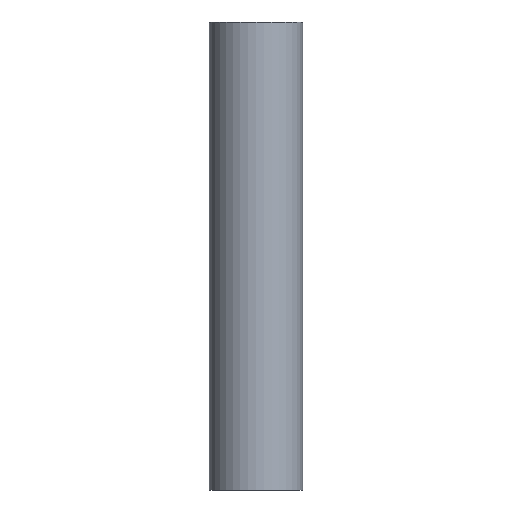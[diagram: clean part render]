
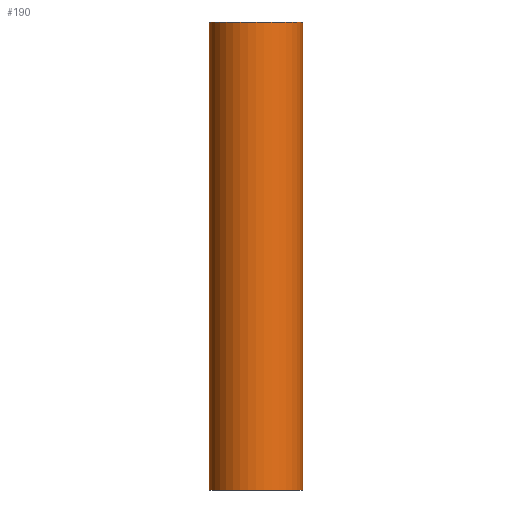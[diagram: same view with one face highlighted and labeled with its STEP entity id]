
A CAD part, front view. The second image highlights one B-rep face of the part: STEP entity #190.
In plain terms, the highlighted cylindrical face has radius 2.5 mm (diameter 5 mm), a partial arc.
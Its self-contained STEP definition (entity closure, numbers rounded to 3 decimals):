
#7 = LINE ( 'NONE', #150, #145 ) ;
#9 = CARTESIAN_POINT ( 'NONE',  ( -2.5, 0., 25. ) ) ;
#10 = DIRECTION ( 'NONE',  ( 0., 0., -1. ) ) ;
#12 = DIRECTION ( 'NONE',  ( 0., 0., -1. ) ) ;
#15 = CYLINDRICAL_SURFACE ( 'NONE', #157, 2.5 ) ;
#18 = CIRCLE ( 'NONE', #31, 2.5 ) ;
#19 = EDGE_CURVE ( 'NONE', #51, #243, #7, .T. ) ;
#26 = CARTESIAN_POINT ( 'NONE',  ( -2.5, 0., 0. ) ) ;
#28 = ORIENTED_EDGE ( 'NONE', *, *, #249, .T. ) ;
#30 = DIRECTION ( 'NONE',  ( 1., 0., 0. ) ) ;
#31 = AXIS2_PLACEMENT_3D ( 'NONE', #163, #246, #151 ) ;
#36 = VECTOR ( 'NONE', #12, 1000. ) ;
#42 = CARTESIAN_POINT ( 'NONE',  ( 0., 0., 0. ) ) ;
#49 = ORIENTED_EDGE ( 'NONE', *, *, #19, .F. ) ;
#51 = VERTEX_POINT ( 'NONE', #160 ) ;
#53 = AXIS2_PLACEMENT_3D ( 'NONE', #42, #166, #30 ) ;
#77 = EDGE_CURVE ( 'NONE', #84, #243, #207, .T. ) ;
#84 = VERTEX_POINT ( 'NONE', #26 ) ;
#95 = CARTESIAN_POINT ( 'NONE',  ( 0., 0., 25. ) ) ;
#112 = LINE ( 'NONE', #188, #36 ) ;
#130 = CARTESIAN_POINT ( 'NONE',  ( 2.5, 0., 0. ) ) ;
#145 = VECTOR ( 'NONE', #10, 1000. ) ;
#150 = CARTESIAN_POINT ( 'NONE',  ( 2.5, 0., 25. ) ) ;
#151 = DIRECTION ( 'NONE',  ( 1., 0., 0. ) ) ;
#157 = AXIS2_PLACEMENT_3D ( 'NONE', #95, #170, #232 ) ;
#160 = CARTESIAN_POINT ( 'NONE',  ( 2.5, 0., 25. ) ) ;
#163 = CARTESIAN_POINT ( 'NONE',  ( 0., 0., 25. ) ) ;
#166 = DIRECTION ( 'NONE',  ( 0., 0., 1. ) ) ;
#170 = DIRECTION ( 'NONE',  ( 0., 0., -1. ) ) ;
#181 = ORIENTED_EDGE ( 'NONE', *, *, #77, .T. ) ;
#184 = EDGE_LOOP ( 'NONE', ( #49, #227, #28, #181 ) ) ;
#188 = CARTESIAN_POINT ( 'NONE',  ( -2.5, 0., 25. ) ) ;
#190 = ADVANCED_FACE ( 'NONE', ( #212 ), #15, .T. ) ;
#198 = VERTEX_POINT ( 'NONE', #9 ) ;
#207 = CIRCLE ( 'NONE', #53, 2.5 ) ;
#212 = FACE_OUTER_BOUND ( 'NONE', #184, .T. ) ;
#215 = EDGE_CURVE ( 'NONE', #198, #51, #18, .T. ) ;
#227 = ORIENTED_EDGE ( 'NONE', *, *, #215, .F. ) ;
#232 = DIRECTION ( 'NONE',  ( -1., 0., 0. ) ) ;
#243 = VERTEX_POINT ( 'NONE', #130 ) ;
#246 = DIRECTION ( 'NONE',  ( 0., 0., 1. ) ) ;
#249 = EDGE_CURVE ( 'NONE', #198, #84, #112, .T. ) ;
